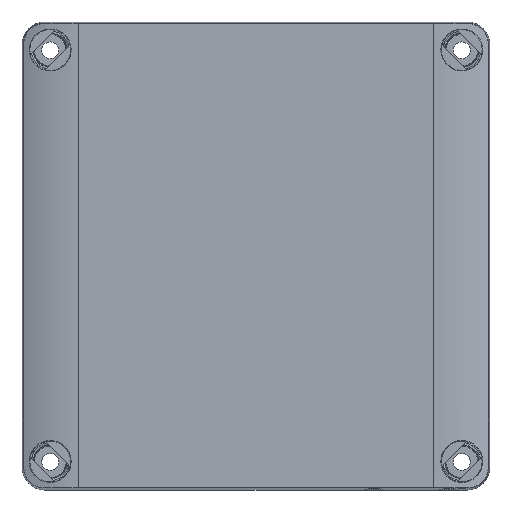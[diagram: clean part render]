
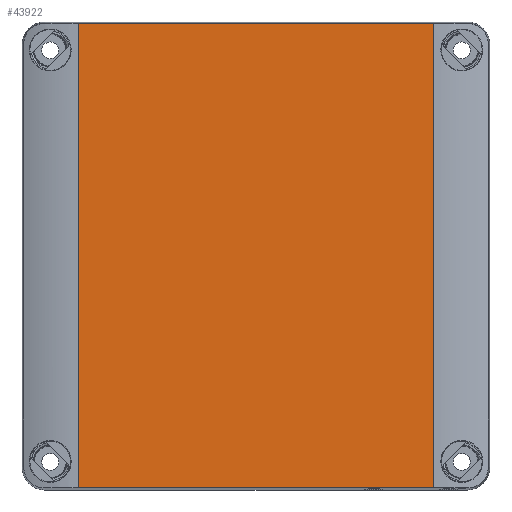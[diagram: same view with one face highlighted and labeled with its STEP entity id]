
A CAD part, top view. The second image highlights one B-rep face of the part: STEP entity #43922.
In plain terms, the highlighted planar face has unit normal (0, 0, 1).
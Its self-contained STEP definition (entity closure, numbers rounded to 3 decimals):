
#40537=DIRECTION('',(1.,0.,0.));
#40538=VECTOR('',#40537,95.);
#40539=CARTESIAN_POINT('',(-47.5,-62.064,25.));
#40540=LINE('',#40539,#40538);
#40698=DIRECTION('',(0.,1.,0.));
#40699=VECTOR('',#40698,124.127);
#40700=CARTESIAN_POINT('',(47.5,-62.064,25.));
#40701=LINE('',#40700,#40699);
#40799=DIRECTION('',(1.,0.,0.));
#40800=VECTOR('',#40799,95.);
#40801=CARTESIAN_POINT('',(-47.5,62.064,25.));
#40802=LINE('',#40801,#40800);
#40812=DIRECTION('',(0.,1.,0.));
#40813=VECTOR('',#40812,124.127);
#40814=CARTESIAN_POINT('',(-47.5,-62.064,25.));
#40815=LINE('',#40814,#40813);
#43444=CARTESIAN_POINT('',(-47.5,-62.064,25.));
#43445=CARTESIAN_POINT('',(47.5,-62.064,25.));
#43446=VERTEX_POINT('',#43444);
#43447=VERTEX_POINT('',#43445);
#43448=CARTESIAN_POINT('',(-47.5,62.064,25.));
#43449=CARTESIAN_POINT('',(47.5,62.064,25.));
#43450=VERTEX_POINT('',#43448);
#43451=VERTEX_POINT('',#43449);
#43910=CARTESIAN_POINT('',(-47.5,-62.5,25.));
#43911=DIRECTION('',(0.,0.,1.));
#43912=DIRECTION('',(1.,0.,0.));
#43913=AXIS2_PLACEMENT_3D('',#43910,#43911,#43912);
#43914=PLANE('',#43913);
#43915=ORIENTED_EDGE('',*,*,#43779,.F.);
#43917=ORIENTED_EDGE('',*,*,#43916,.T.);
#43918=ORIENTED_EDGE('',*,*,#43899,.T.);
#43919=ORIENTED_EDGE('',*,*,#43858,.F.);
#43920=EDGE_LOOP('',(#43915,#43917,#43918,#43919));
#43921=FACE_OUTER_BOUND('',#43920,.F.);
#43922=ADVANCED_FACE('',(#43921),#43914,.T.);
#43779=EDGE_CURVE('',#43446,#43447,#40540,.T.);
#43858=EDGE_CURVE('',#43447,#43451,#40701,.T.);
#43899=EDGE_CURVE('',#43450,#43451,#40802,.T.);
#43916=EDGE_CURVE('',#43446,#43450,#40815,.T.);
